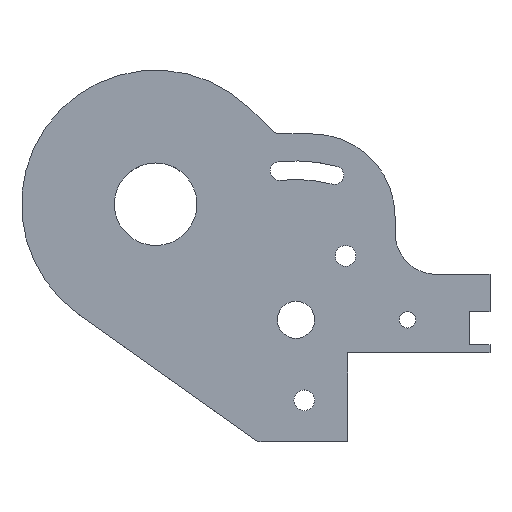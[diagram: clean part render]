
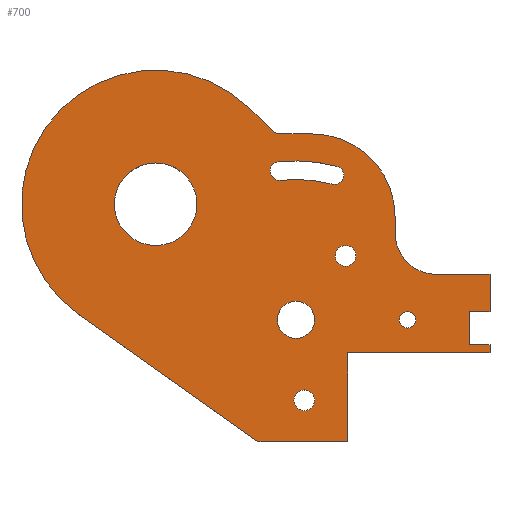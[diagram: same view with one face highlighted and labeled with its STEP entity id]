
A CAD part, top view. The second image highlights one B-rep face of the part: STEP entity #700.
In plain terms, the highlighted planar face has unit normal (0, 0, 1).
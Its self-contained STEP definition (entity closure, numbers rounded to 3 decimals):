
#103=CARTESIAN_POINT('',(-17.678,37.031,3.));
#104=DIRECTION('',(0.,0.,-1.));
#105=DIRECTION('',(0.257,0.966,0.));
#106=AXIS2_PLACEMENT_3D('',#103,#104,#105);
#108=CARTESIAN_POINT('',(-31.,38.029,3.));
#109=DIRECTION('',(0.,0.,1.));
#110=DIRECTION('',(-0.11,0.994,0.));
#111=AXIS2_PLACEMENT_3D('',#108,#109,#110);
#113=CARTESIAN_POINT('',(-61.,30.,3.));
#114=DIRECTION('',(0.,0.,-1.));
#115=DIRECTION('',(1.,0.,0.));
#116=AXIS2_PLACEMENT_3D('',#113,#114,#115);
#118=CARTESIAN_POINT('',(-61.,30.,3.));
#119=DIRECTION('',(0.,0.,-1.));
#120=DIRECTION('',(-1.,0.,0.));
#121=AXIS2_PLACEMENT_3D('',#118,#119,#120);
#123=CARTESIAN_POINT('',(-15.,17.5,3.));
#124=DIRECTION('',(0.,0.,1.));
#125=DIRECTION('',(1.,0.,0.));
#126=AXIS2_PLACEMENT_3D('',#123,#124,#125);
#128=CARTESIAN_POINT('',(-15.,17.5,3.));
#129=DIRECTION('',(0.,0.,1.));
#130=DIRECTION('',(-1.,0.,0.));
#131=AXIS2_PLACEMENT_3D('',#128,#129,#130);
#133=CARTESIAN_POINT('',(-25.,-17.5,3.));
#134=DIRECTION('',(0.,0.,1.));
#135=DIRECTION('',(1.,0.,0.));
#136=AXIS2_PLACEMENT_3D('',#133,#134,#135);
#138=CARTESIAN_POINT('',(-25.,-17.5,3.));
#139=DIRECTION('',(0.,0.,1.));
#140=DIRECTION('',(-1.,0.,0.));
#141=AXIS2_PLACEMENT_3D('',#138,#139,#140);
#143=CARTESIAN_POINT('',(-27.,2.,3.));
#144=DIRECTION('',(0.,0.,1.));
#145=DIRECTION('',(1.,0.,0.));
#146=AXIS2_PLACEMENT_3D('',#143,#144,#145);
#148=CARTESIAN_POINT('',(-27.,2.,3.));
#149=DIRECTION('',(0.,0.,1.));
#150=DIRECTION('',(-1.,0.,0.));
#151=AXIS2_PLACEMENT_3D('',#148,#149,#150);
#153=CARTESIAN_POINT('',(0.,2.,3.));
#154=DIRECTION('',(0.,0.,1.));
#155=DIRECTION('',(1.,0.,0.));
#156=AXIS2_PLACEMENT_3D('',#153,#154,#155);
#158=CARTESIAN_POINT('',(0.,2.,3.));
#159=DIRECTION('',(0.,0.,1.));
#160=DIRECTION('',(-1.,0.,0.));
#161=AXIS2_PLACEMENT_3D('',#158,#159,#160);
#163=DIRECTION('',(0.,1.,0.));
#164=VECTOR('',#163,4.031);
#165=CARTESIAN_POINT('',(-3.,23.,3.));
#166=LINE('',#165,#164);
#167=DIRECTION('',(-1.,0.,0.));
#168=VECTOR('',#167,13.);
#169=CARTESIAN_POINT('',(20.,13.,3.));
#170=LINE('',#169,#168);
#171=DIRECTION('',(-1.,0.,0.));
#172=VECTOR('',#171,5.);
#173=CARTESIAN_POINT('',(20.,4.,3.));
#174=LINE('',#173,#172);
#175=DIRECTION('',(0.,-1.,0.));
#176=VECTOR('',#175,8.);
#177=CARTESIAN_POINT('',(15.,4.,3.));
#178=LINE('',#177,#176);
#179=DIRECTION('',(-1.,0.,0.));
#180=VECTOR('',#179,5.);
#181=CARTESIAN_POINT('',(20.,-4.,3.));
#182=LINE('',#181,#180);
#183=CARTESIAN_POINT('',(-61.,30.,3.));
#184=DIRECTION('',(0.,0.,1.));
#185=DIRECTION('',(0.687,0.727,0.));
#186=AXIS2_PLACEMENT_3D('',#183,#184,#185);
#188=DIRECTION('',(-0.727,0.687,0.));
#189=VECTOR('',#188,9.605);
#190=CARTESIAN_POINT('',(-31.701,47.031,3.));
#191=LINE('',#190,#189);
#192=CARTESIAN_POINT('',(-23.,27.031,3.));
#193=DIRECTION('',(0.,0.,1.));
#194=DIRECTION('',(1.,0.,0.));
#195=AXIS2_PLACEMENT_3D('',#192,#193,#194);
#206=CARTESIAN_POINT('',(-27.,2.,3.));
#207=DIRECTION('',(0.,0.,1.));
#208=DIRECTION('',(0.257,0.966,0.));
#209=AXIS2_PLACEMENT_3D('',#206,#207,#208);
#219=CARTESIAN_POINT('',(-27.,2.,3.));
#220=DIRECTION('',(0.,0.,-1.));
#221=DIRECTION('',(-0.11,0.994,0.));
#222=AXIS2_PLACEMENT_3D('',#219,#220,#221);
#273=CARTESIAN_POINT('',(7.,23.,3.));
#274=DIRECTION('',(0.,0.,-1.));
#275=DIRECTION('',(0.,-1.,0.));
#276=AXIS2_PLACEMENT_3D('',#273,#274,#275);
#291=DIRECTION('',(0.,1.,0.));
#292=VECTOR('',#291,9.);
#293=CARTESIAN_POINT('',(20.,4.,3.));
#294=LINE('',#293,#292);
#307=DIRECTION('',(0.,1.,0.));
#308=VECTOR('',#307,2.);
#309=CARTESIAN_POINT('',(20.,-6.,3.));
#310=LINE('',#309,#308);
#331=DIRECTION('',(1.,0.,0.));
#332=VECTOR('',#331,34.5);
#333=CARTESIAN_POINT('',(-14.5,-6.,3.));
#334=LINE('',#333,#332);
#339=DIRECTION('',(0.,1.,0.));
#340=VECTOR('',#339,21.5);
#341=CARTESIAN_POINT('',(-14.5,-27.5,3.));
#342=LINE('',#341,#340);
#359=DIRECTION('',(1.,0.,0.));
#360=VECTOR('',#359,21.713);
#361=CARTESIAN_POINT('',(-36.213,-27.5,3.));
#362=LINE('',#361,#360);
#363=DIRECTION('',(0.815,-0.579,0.));
#364=VECTOR('',#363,53.52);
#365=CARTESIAN_POINT('',(-79.832,3.512,3.));
#366=LINE('',#365,#364);
#387=DIRECTION('',(-1.,0.,0.));
#388=VECTOR('',#387,8.701);
#389=CARTESIAN_POINT('',(-23.,47.031,3.));
#390=LINE('',#389,#388);
#399=CARTESIAN_POINT('',(-51.,30.,3.));
#400=CARTESIAN_POINT('',(-71.,30.,3.));
#401=VERTEX_POINT('',#399);
#402=VERTEX_POINT('',#400);
#404=CARTESIAN_POINT('',(-79.832,3.512,3.));
#406=VERTEX_POINT('',#404);
#408=CARTESIAN_POINT('',(20.,13.,3.));
#410=VERTEX_POINT('',#408);
#415=CARTESIAN_POINT('',(-12.5,17.5,3.));
#416=CARTESIAN_POINT('',(-17.5,17.5,3.));
#417=VERTEX_POINT('',#415);
#418=VERTEX_POINT('',#416);
#423=CARTESIAN_POINT('',(-22.5,-17.5,3.));
#424=CARTESIAN_POINT('',(-27.5,-17.5,3.));
#425=VERTEX_POINT('',#423);
#426=VERTEX_POINT('',#424);
#427=CARTESIAN_POINT('',(-36.213,-27.5,3.));
#429=VERTEX_POINT('',#427);
#432=CARTESIAN_POINT('',(-38.683,53.626,3.));
#434=VERTEX_POINT('',#432);
#443=CARTESIAN_POINT('',(-22.5,2.,3.));
#444=CARTESIAN_POINT('',(-31.5,2.,3.));
#445=VERTEX_POINT('',#443);
#446=VERTEX_POINT('',#444);
#447=CARTESIAN_POINT('',(-31.248,40.265,3.));
#448=CARTESIAN_POINT('',(-30.752,35.792,3.));
#449=VERTEX_POINT('',#447);
#450=VERTEX_POINT('',#448);
#455=CARTESIAN_POINT('',(-17.1,39.205,3.));
#456=CARTESIAN_POINT('',(-18.257,34.857,3.));
#457=VERTEX_POINT('',#455);
#458=VERTEX_POINT('',#456);
#460=CARTESIAN_POINT('',(-31.701,47.031,3.));
#462=VERTEX_POINT('',#460);
#467=CARTESIAN_POINT('',(-3.,27.031,3.));
#468=VERTEX_POINT('',#467);
#469=CARTESIAN_POINT('',(-23.,47.031,3.));
#470=VERTEX_POINT('',#469);
#479=CARTESIAN_POINT('',(20.,4.,3.));
#480=CARTESIAN_POINT('',(15.,4.,3.));
#481=VERTEX_POINT('',#479);
#482=VERTEX_POINT('',#480);
#483=CARTESIAN_POINT('',(15.,-4.,3.));
#484=VERTEX_POINT('',#483);
#485=CARTESIAN_POINT('',(20.,-4.,3.));
#486=VERTEX_POINT('',#485);
#491=CARTESIAN_POINT('',(2.,2.,3.));
#492=CARTESIAN_POINT('',(-2.,2.,3.));
#493=VERTEX_POINT('',#491);
#494=VERTEX_POINT('',#492);
#496=CARTESIAN_POINT('',(20.,-6.,3.));
#498=VERTEX_POINT('',#496);
#499=CARTESIAN_POINT('',(-14.5,-6.,3.));
#501=VERTEX_POINT('',#499);
#504=CARTESIAN_POINT('',(-14.5,-27.5,3.));
#506=VERTEX_POINT('',#504);
#507=CARTESIAN_POINT('',(7.,13.,3.));
#509=VERTEX_POINT('',#507);
#511=CARTESIAN_POINT('',(-3.,23.,3.));
#513=VERTEX_POINT('',#511);
#623=CARTESIAN_POINT('',(0.,0.,3.));
#624=DIRECTION('',(0.,0.,1.));
#625=DIRECTION('',(1.,0.,0.));
#626=AXIS2_PLACEMENT_3D('',#623,#624,#625);
#627=PLANE('',#626);
#629=ORIENTED_EDGE('',*,*,#628,.F.);
#631=ORIENTED_EDGE('',*,*,#630,.F.);
#633=ORIENTED_EDGE('',*,*,#632,.F.);
#635=ORIENTED_EDGE('',*,*,#634,.F.);
#637=ORIENTED_EDGE('',*,*,#636,.T.);
#639=ORIENTED_EDGE('',*,*,#638,.T.);
#641=ORIENTED_EDGE('',*,*,#640,.F.);
#643=ORIENTED_EDGE('',*,*,#642,.F.);
#645=ORIENTED_EDGE('',*,*,#644,.F.);
#647=ORIENTED_EDGE('',*,*,#646,.F.);
#649=ORIENTED_EDGE('',*,*,#648,.F.);
#651=ORIENTED_EDGE('',*,*,#650,.F.);
#653=ORIENTED_EDGE('',*,*,#652,.F.);
#655=ORIENTED_EDGE('',*,*,#654,.F.);
#657=ORIENTED_EDGE('',*,*,#656,.F.);
#659=ORIENTED_EDGE('',*,*,#658,.F.);
#660=EDGE_LOOP('',(#629,#631,#633,#635,#637,#639,#641,#643,#645,#647,#649,#651,
#653,#655,#657,#659));
#661=FACE_OUTER_BOUND('',#660,.F.);
#662=ORIENTED_EDGE('',*,*,#603,.F.);
#663=ORIENTED_EDGE('',*,*,#617,.F.);
#664=EDGE_LOOP('',(#662,#663));
#665=FACE_BOUND('',#664,.F.);
#667=ORIENTED_EDGE('',*,*,#666,.T.);
#669=ORIENTED_EDGE('',*,*,#668,.T.);
#670=EDGE_LOOP('',(#667,#669));
#671=FACE_BOUND('',#670,.F.);
#673=ORIENTED_EDGE('',*,*,#672,.T.);
#675=ORIENTED_EDGE('',*,*,#674,.T.);
#676=EDGE_LOOP('',(#673,#675));
#677=FACE_BOUND('',#676,.F.);
#679=ORIENTED_EDGE('',*,*,#678,.T.);
#681=ORIENTED_EDGE('',*,*,#680,.T.);
#682=EDGE_LOOP('',(#679,#681));
#683=FACE_BOUND('',#682,.F.);
#685=ORIENTED_EDGE('',*,*,#684,.T.);
#687=ORIENTED_EDGE('',*,*,#686,.T.);
#688=EDGE_LOOP('',(#685,#687));
#689=FACE_BOUND('',#688,.F.);
#691=ORIENTED_EDGE('',*,*,#690,.F.);
#693=ORIENTED_EDGE('',*,*,#692,.F.);
#695=ORIENTED_EDGE('',*,*,#694,.F.);
#697=ORIENTED_EDGE('',*,*,#696,.T.);
#698=EDGE_LOOP('',(#691,#693,#695,#697));
#699=FACE_BOUND('',#698,.F.);
#700=ADVANCED_FACE('',(#661,#665,#671,#677,#683,#689,#699),#627,.T.);
#107=CIRCLE('',#106,2.25);
#112=CIRCLE('',#111,2.25);
#117=CIRCLE('',#116,10.);
#122=CIRCLE('',#121,10.);
#127=CIRCLE('',#126,2.5);
#132=CIRCLE('',#131,2.5);
#137=CIRCLE('',#136,2.5);
#142=CIRCLE('',#141,2.5);
#147=CIRCLE('',#146,4.5);
#152=CIRCLE('',#151,4.5);
#157=CIRCLE('',#156,2.);
#162=CIRCLE('',#161,2.);
#187=CIRCLE('',#186,32.5);
#196=CIRCLE('',#195,20.);
#210=CIRCLE('',#209,34.);
#223=CIRCLE('',#222,38.5);
#277=CIRCLE('',#276,10.);
#603=EDGE_CURVE('',#401,#402,#117,.T.);
#617=EDGE_CURVE('',#402,#401,#122,.T.);
#628=EDGE_CURVE('',#513,#468,#166,.T.);
#630=EDGE_CURVE('',#509,#513,#277,.T.);
#632=EDGE_CURVE('',#410,#509,#170,.T.);
#634=EDGE_CURVE('',#481,#410,#294,.T.);
#636=EDGE_CURVE('',#481,#482,#174,.T.);
#638=EDGE_CURVE('',#482,#484,#178,.T.);
#640=EDGE_CURVE('',#486,#484,#182,.T.);
#642=EDGE_CURVE('',#498,#486,#310,.T.);
#644=EDGE_CURVE('',#501,#498,#334,.T.);
#646=EDGE_CURVE('',#506,#501,#342,.T.);
#648=EDGE_CURVE('',#429,#506,#362,.T.);
#650=EDGE_CURVE('',#406,#429,#366,.T.);
#652=EDGE_CURVE('',#434,#406,#187,.T.);
#654=EDGE_CURVE('',#462,#434,#191,.T.);
#656=EDGE_CURVE('',#470,#462,#390,.T.);
#658=EDGE_CURVE('',#468,#470,#196,.T.);
#666=EDGE_CURVE('',#417,#418,#127,.T.);
#668=EDGE_CURVE('',#418,#417,#132,.T.);
#672=EDGE_CURVE('',#425,#426,#137,.T.);
#674=EDGE_CURVE('',#426,#425,#142,.T.);
#678=EDGE_CURVE('',#445,#446,#147,.T.);
#680=EDGE_CURVE('',#446,#445,#152,.T.);
#684=EDGE_CURVE('',#493,#494,#157,.T.);
#686=EDGE_CURVE('',#494,#493,#162,.T.);
#690=EDGE_CURVE('',#458,#450,#210,.T.);
#692=EDGE_CURVE('',#457,#458,#107,.T.);
#694=EDGE_CURVE('',#449,#457,#223,.T.);
#696=EDGE_CURVE('',#449,#450,#112,.T.);
